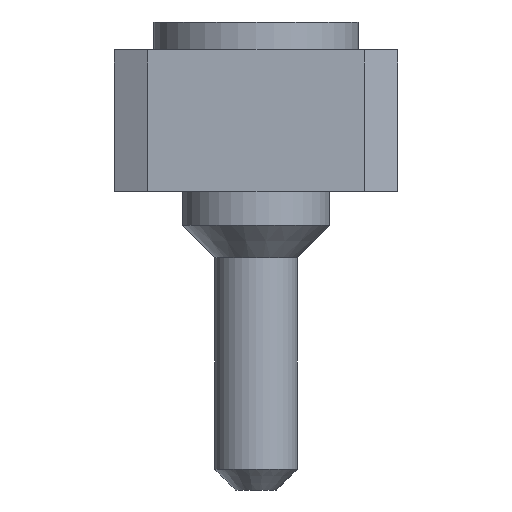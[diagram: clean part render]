
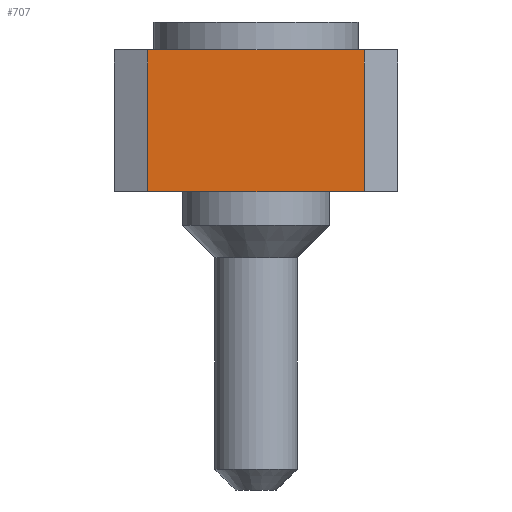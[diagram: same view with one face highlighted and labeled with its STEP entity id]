
A CAD part, left-side view. The second image highlights one B-rep face of the part: STEP entity #707.
In plain terms, the highlighted planar face has unit normal (-1, 0, 0).
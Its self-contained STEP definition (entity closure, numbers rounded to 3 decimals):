
#707=ADVANCED_FACE('',(#1590),#1592,.T.);
#1590=FACE_BOUND('',#1591,.T.);
#1591=EDGE_LOOP('',(#2385,#2386,#2387,#2388));
#1592=PLANE('',#1593);
#1593=AXIS2_PLACEMENT_3D('',#1594,#1595,#1596);
#1594=CARTESIAN_POINT('',(-1.385,0.97,0.59));
#1595=DIRECTION('',(-1.,0.,0.));
#1596=DIRECTION('',(0.,-1.,0.));
#2385=ORIENTED_EDGE('',*,*,#2708,.T.);
#2386=ORIENTED_EDGE('',*,*,#2775,.T.);
#2387=ORIENTED_EDGE('',*,*,#2621,.F.);
#2388=ORIENTED_EDGE('',*,*,#2774,.F.);
#2621=EDGE_CURVE('',#2919,#2921,#2922,.T.);
#2708=EDGE_CURVE('',#3090,#3088,#3091,.T.);
#2774=EDGE_CURVE('',#3090,#2919,#3189,.T.);
#2775=EDGE_CURVE('',#3088,#2921,#3190,.T.);
#2919=VERTEX_POINT('',#3458);
#2921=VERTEX_POINT('',#3462);
#2922=LINE('',#3463,#3464);
#3088=VERTEX_POINT('',#3826);
#3090=VERTEX_POINT('',#3830);
#3091=LINE('',#3831,#3832);
#3189=LINE('',#4075,#4076);
#3190=LINE('',#4078,#4079);
#3458=CARTESIAN_POINT('',(-1.385,0.97,1.86));
#3462=CARTESIAN_POINT('',(-1.385,-0.97,1.86));
#3463=CARTESIAN_POINT('',(-1.385,0.97,1.86));
#3464=VECTOR('',#3465,1.);
#3465=DIRECTION('',(0.,-1.,0.));
#3826=CARTESIAN_POINT('',(-1.385,-0.97,0.59));
#3830=CARTESIAN_POINT('',(-1.385,0.97,0.59));
#3831=CARTESIAN_POINT('',(-1.385,0.97,0.59));
#3832=VECTOR('',#3833,1.);
#3833=DIRECTION('',(0.,-1.,0.));
#4075=CARTESIAN_POINT('',(-1.385,0.97,0.59));
#4076=VECTOR('',#4077,1.);
#4077=DIRECTION('',(0.,0.,1.));
#4078=CARTESIAN_POINT('',(-1.385,-0.97,0.59));
#4079=VECTOR('',#4080,1.);
#4080=DIRECTION('',(0.,0.,1.));
